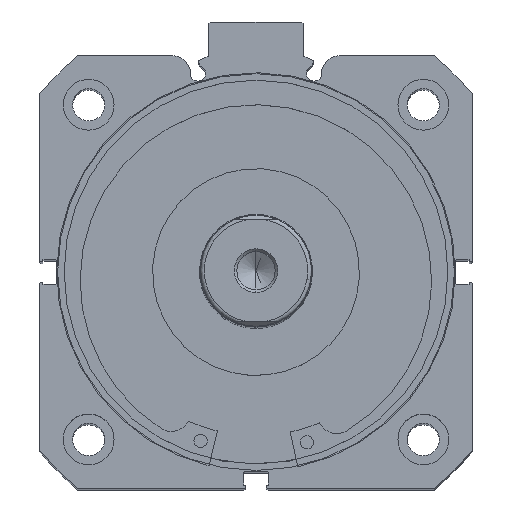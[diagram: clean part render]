
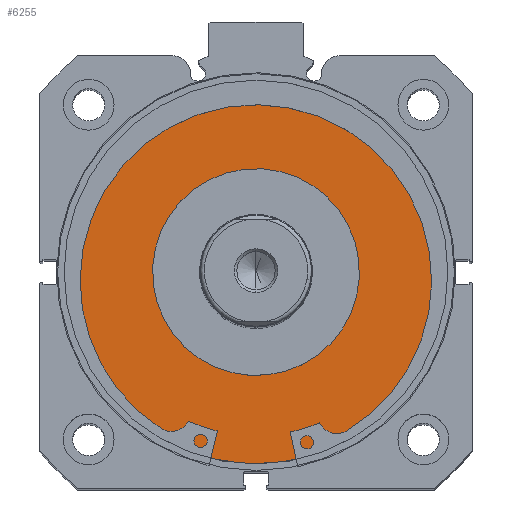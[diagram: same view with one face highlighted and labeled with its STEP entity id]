
A CAD part, top view. The second image highlights one B-rep face of the part: STEP entity #6255.
In plain terms, the highlighted face is planar.
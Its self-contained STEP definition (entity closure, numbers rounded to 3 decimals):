
#390 = EDGE_CURVE ( 'NONE', #7178, #7060, #1906, .T. ) ;
#542 = EDGE_CURVE ( 'NONE', #7168, #7197, #2118, .T. ) ;
#829 = EDGE_CURVE ( 'NONE', #7197, #7168, #2535, .T. ) ;
#870 = EDGE_CURVE ( 'NONE', #7060, #7178, #3871, .T. ) ;
#939 = AXIS2_PLACEMENT_3D ( 'NONE', #6895, #6897, #6726 ) ;
#995 = AXIS2_PLACEMENT_3D ( 'NONE', #4804, #4490, #4487 ) ;
#1120 = AXIS2_PLACEMENT_3D ( 'NONE', #2928, #2937, #2938 ) ;
#1134 = AXIS2_PLACEMENT_3D ( 'NONE', #3046, #3063, #3064 ) ;
#1378 = AXIS2_PLACEMENT_3D ( 'NONE', #4668, #4671, #4672 ) ;
#1727 = ORIENTED_EDGE ( 'NONE', *, *, #390, .T. ) ;
#1728 = ORIENTED_EDGE ( 'NONE', *, *, #870, .T. ) ;
#1729 = ORIENTED_EDGE ( 'NONE', *, *, #542, .F. ) ;
#1730 = ORIENTED_EDGE ( 'NONE', *, *, #829, .F. ) ;
#1906 = CIRCLE ( 'NONE', #939, 51. ) ;
#2118 = CIRCLE ( 'NONE', #995, 27.5 ) ;
#2535 = CIRCLE ( 'NONE', #1120, 27.5 ) ;
#2928 = CARTESIAN_POINT ( 'NONE',  ( 5.5, 0., 0. ) ) ;
#2937 = DIRECTION ( 'NONE',  ( -1., 0., 0. ) ) ;
#2938 = DIRECTION ( 'NONE',  ( 0., 0., 1. ) ) ;
#3046 = CARTESIAN_POINT ( 'NONE',  ( 5.5, 0., 0. ) ) ;
#3063 = DIRECTION ( 'NONE',  ( -1., 0., 0. ) ) ;
#3064 = DIRECTION ( 'NONE',  ( 0., 0., 1. ) ) ;
#3871 = CIRCLE ( 'NONE', #1134, 51. ) ;
#4329 = FACE_BOUND ( 'NONE', #6466, .T. ) ;
#4337 = FACE_OUTER_BOUND ( 'NONE', #6950, .T. ) ;
#4487 = DIRECTION ( 'NONE',  ( 0., 0., 1. ) ) ;
#4490 = DIRECTION ( 'NONE',  ( -1., 0., 0. ) ) ;
#4668 = CARTESIAN_POINT ( 'NONE',  ( 5.5, 51., 0. ) ) ;
#4669 = PLANE ( 'NONE',  #1378 ) ;
#4671 = DIRECTION ( 'NONE',  ( 1., 0., 0. ) ) ;
#4672 = DIRECTION ( 'NONE',  ( 0., 0., -1. ) ) ;
#4804 = CARTESIAN_POINT ( 'NONE',  ( 5.5, 0., 0. ) ) ;
#4870 = CARTESIAN_POINT ( 'NONE',  ( 5.5, 0., 51. ) ) ;
#4969 = CARTESIAN_POINT ( 'NONE',  ( 5.5, 0., -27.5 ) ) ;
#4979 = CARTESIAN_POINT ( 'NONE',  ( 5.5, 0., -51. ) ) ;
#4996 = CARTESIAN_POINT ( 'NONE',  ( 5.5, 0., 27.5 ) ) ;
#6255 = ADVANCED_FACE ( 'NONE', ( #4329, #4337 ), #4669, .F. ) ;
#6466 = EDGE_LOOP ( 'NONE', ( #1730, #1729 ) ) ;
#6726 = DIRECTION ( 'NONE',  ( 0., 0., 1. ) ) ;
#6895 = CARTESIAN_POINT ( 'NONE',  ( 5.5, 0., 0. ) ) ;
#6897 = DIRECTION ( 'NONE',  ( -1., 0., 0. ) ) ;
#6950 = EDGE_LOOP ( 'NONE', ( #1728, #1727 ) ) ;
#7060 = VERTEX_POINT ( 'NONE', #4870 ) ;
#7168 = VERTEX_POINT ( 'NONE', #4969 ) ;
#7178 = VERTEX_POINT ( 'NONE', #4979 ) ;
#7197 = VERTEX_POINT ( 'NONE', #4996 ) ;
